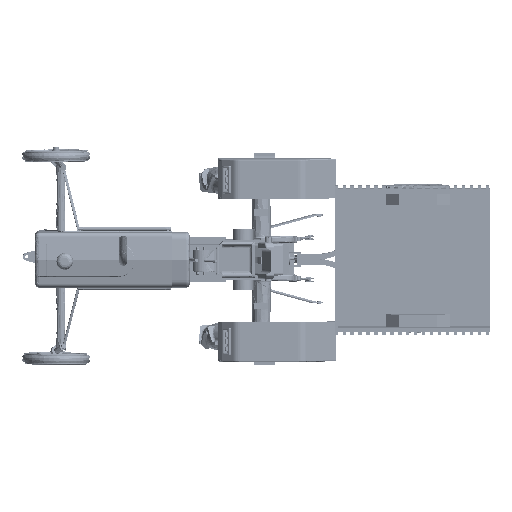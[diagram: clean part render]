
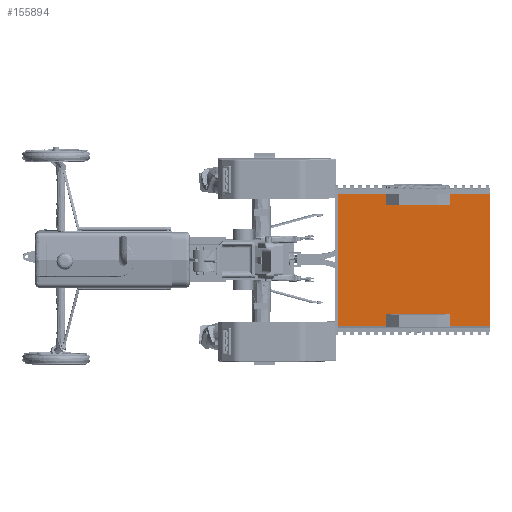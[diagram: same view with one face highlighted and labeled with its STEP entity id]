
A CAD part, top view. The second image highlights one B-rep face of the part: STEP entity #155894.
In plain terms, the highlighted free-form (B-spline) face has degree [1, 1] with [2, 2] control points.
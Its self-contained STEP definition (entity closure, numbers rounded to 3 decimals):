
#153153 = VERTEX_POINT('',#153154);
#153154 = CARTESIAN_POINT('',(2824.771,464.299,
    294.56));
#153159 = EDGE_CURVE('',#153160,#153153,#153162,.T.);
#153160 = VERTEX_POINT('',#153161);
#153161 = CARTESIAN_POINT('',(2844.508,464.299,
    294.56));
#153162 = B_SPLINE_CURVE_WITH_KNOTS('',1,(#153163,#153164),
  .UNSPECIFIED.,.F.,.F.,(2,2),(-10.607,10.607),
  .PIECEWISE_BEZIER_KNOTS.);
#153163 = CARTESIAN_POINT('',(2844.508,464.299,
    294.56));
#153164 = CARTESIAN_POINT('',(2824.771,464.299,
    294.56));
#153166 = EDGE_CURVE('',#153167,#153160,#153169,.T.);
#153167 = VERTEX_POINT('',#153168);
#153168 = CARTESIAN_POINT('',(3347.18,464.299,
    294.56));
#153169 = B_SPLINE_CURVE_WITH_KNOTS('',1,(#153170,#153171),
  .UNSPECIFIED.,.F.,.F.,(2,2),(-270.135,270.135),
  .PIECEWISE_BEZIER_KNOTS.);
#153170 = CARTESIAN_POINT('',(3347.18,464.299,
    294.56));
#153171 = CARTESIAN_POINT('',(2844.508,464.299,
    294.56));
#153173 = EDGE_CURVE('',#153174,#153167,#153176,.T.);
#153174 = VERTEX_POINT('',#153175);
#153175 = CARTESIAN_POINT('',(3366.917,464.299,
    294.56));
#153176 = B_SPLINE_CURVE_WITH_KNOTS('',1,(#153177,#153178),
  .UNSPECIFIED.,.F.,.F.,(2,2),(-10.607,10.607),
  .PIECEWISE_BEZIER_KNOTS.);
#153177 = CARTESIAN_POINT('',(3366.917,464.299,
    294.56));
#153178 = CARTESIAN_POINT('',(3347.18,464.299,
    294.56));
#153313 = VERTEX_POINT('',#153314);
#153314 = CARTESIAN_POINT('',(3366.917,-460.816,
    265.551));
#153319 = EDGE_CURVE('',#153320,#153313,#153322,.T.);
#153320 = VERTEX_POINT('',#153321);
#153321 = CARTESIAN_POINT('',(3347.18,-460.816,
    265.551));
#153322 = B_SPLINE_CURVE_WITH_KNOTS('',1,(#153323,#153324),
  .UNSPECIFIED.,.F.,.F.,(2,2),(-10.607,10.607),
  .PIECEWISE_BEZIER_KNOTS.);
#153323 = CARTESIAN_POINT('',(3347.18,-460.816,
    265.551));
#153324 = CARTESIAN_POINT('',(3366.917,-460.816,
    265.551));
#153326 = EDGE_CURVE('',#153320,#153327,#153329,.T.);
#153327 = VERTEX_POINT('',#153328);
#153328 = CARTESIAN_POINT('',(2844.508,-460.816,
    265.551));
#153329 = B_SPLINE_CURVE_WITH_KNOTS('',1,(#153330,#153331),
  .UNSPECIFIED.,.F.,.F.,(2,2),(-270.135,270.135),
  .PIECEWISE_BEZIER_KNOTS.);
#153330 = CARTESIAN_POINT('',(3347.18,-460.816,
    265.551));
#153331 = CARTESIAN_POINT('',(2844.508,-460.816,
    265.551));
#153333 = EDGE_CURVE('',#153334,#153327,#153336,.T.);
#153334 = VERTEX_POINT('',#153335);
#153335 = CARTESIAN_POINT('',(2824.771,-460.816,
    265.551));
#153336 = B_SPLINE_CURVE_WITH_KNOTS('',1,(#153337,#153338),
  .UNSPECIFIED.,.F.,.F.,(2,2),(-10.607,10.607),
  .PIECEWISE_BEZIER_KNOTS.);
#153337 = CARTESIAN_POINT('',(2824.771,-460.816,
    265.551));
#153338 = CARTESIAN_POINT('',(2844.508,-460.816,
    265.551));
#155878 = EDGE_CURVE('',#153174,#155879,#155881,.T.);
#155879 = VERTEX_POINT('',#155880);
#155880 = CARTESIAN_POINT('',(3366.917,566.594,
    297.768));
#155881 = B_SPLINE_CURVE_WITH_KNOTS('',1,(#155882,#155883),
  .UNSPECIFIED.,.F.,.F.,(2,2),(-55.,55.),.PIECEWISE_BEZIER_KNOTS.);
#155882 = CARTESIAN_POINT('',(3366.917,464.299,
    294.56));
#155883 = CARTESIAN_POINT('',(3366.917,566.594,
    297.768));
#155894 = ADVANCED_FACE('',(#155895),#155963,.T.);
#155895 = FACE_BOUND('',#155896,.T.);
#155896 = EDGE_LOOP('',(#155897,#155906,#155913,#155918,#155919,#155920,
    #155921,#155922,#155929,#155936,#155943,#155950,#155955,#155956,
    #155957,#155958));
#155897 = ORIENTED_EDGE('',*,*,#155898,.F.);
#155898 = EDGE_CURVE('',#155899,#155901,#155903,.T.);
#155899 = VERTEX_POINT('',#155900);
#155900 = CARTESIAN_POINT('',(3704.615,-563.11,
    262.343));
#155901 = VERTEX_POINT('',#155902);
#155902 = CARTESIAN_POINT('',(3366.917,-563.11,
    262.343));
#155903 = B_SPLINE_CURVE_WITH_KNOTS('',1,(#155904,#155905),
  .UNSPECIFIED.,.F.,.F.,(2,2),(-181.478,181.478),
  .PIECEWISE_BEZIER_KNOTS.);
#155904 = CARTESIAN_POINT('',(3704.615,-563.11,
    262.343));
#155905 = CARTESIAN_POINT('',(3366.917,-563.11,
    262.343));
#155906 = ORIENTED_EDGE('',*,*,#155907,.T.);
#155907 = EDGE_CURVE('',#155899,#155908,#155910,.T.);
#155908 = VERTEX_POINT('',#155909);
#155909 = CARTESIAN_POINT('',(3704.615,566.594,
    297.768));
#155910 = B_SPLINE_CURVE_WITH_KNOTS('',1,(#155911,#155912),
  .UNSPECIFIED.,.F.,.F.,(2,2),(-607.399,607.399),
  .PIECEWISE_BEZIER_KNOTS.);
#155911 = CARTESIAN_POINT('',(3704.615,-563.11,
    262.343));
#155912 = CARTESIAN_POINT('',(3704.615,566.594,
    297.768));
#155913 = ORIENTED_EDGE('',*,*,#155914,.F.);
#155914 = EDGE_CURVE('',#155879,#155908,#155915,.T.);
#155915 = B_SPLINE_CURVE_WITH_KNOTS('',1,(#155916,#155917),
  .UNSPECIFIED.,.F.,.F.,(2,2),(-181.478,181.478),
  .PIECEWISE_BEZIER_KNOTS.);
#155916 = CARTESIAN_POINT('',(3366.917,566.594,
    297.768));
#155917 = CARTESIAN_POINT('',(3704.615,566.594,
    297.768));
#155918 = ORIENTED_EDGE('',*,*,#155878,.F.);
#155919 = ORIENTED_EDGE('',*,*,#153173,.T.);
#155920 = ORIENTED_EDGE('',*,*,#153166,.T.);
#155921 = ORIENTED_EDGE('',*,*,#153159,.T.);
#155922 = ORIENTED_EDGE('',*,*,#155923,.T.);
#155923 = EDGE_CURVE('',#153153,#155924,#155926,.T.);
#155924 = VERTEX_POINT('',#155925);
#155925 = CARTESIAN_POINT('',(2824.771,566.594,
    297.768));
#155926 = B_SPLINE_CURVE_WITH_KNOTS('',1,(#155927,#155928),
  .UNSPECIFIED.,.F.,.F.,(2,2),(-55.,55.),.PIECEWISE_BEZIER_KNOTS.);
#155927 = CARTESIAN_POINT('',(2824.771,464.299,
    294.56));
#155928 = CARTESIAN_POINT('',(2824.771,566.594,
    297.768));
#155929 = ORIENTED_EDGE('',*,*,#155930,.F.);
#155930 = EDGE_CURVE('',#155931,#155924,#155933,.T.);
#155931 = VERTEX_POINT('',#155932);
#155932 = CARTESIAN_POINT('',(2423.267,566.594,
    297.768));
#155933 = B_SPLINE_CURVE_WITH_KNOTS('',1,(#155934,#155935),
  .UNSPECIFIED.,.F.,.F.,(2,2),(-215.767,215.767),
  .PIECEWISE_BEZIER_KNOTS.);
#155934 = CARTESIAN_POINT('',(2423.267,566.594,
    297.768));
#155935 = CARTESIAN_POINT('',(2824.771,566.594,
    297.768));
#155936 = ORIENTED_EDGE('',*,*,#155937,.F.);
#155937 = EDGE_CURVE('',#155938,#155931,#155940,.T.);
#155938 = VERTEX_POINT('',#155939);
#155939 = CARTESIAN_POINT('',(2423.267,-563.11,
    262.343));
#155940 = B_SPLINE_CURVE_WITH_KNOTS('',1,(#155941,#155942),
  .UNSPECIFIED.,.F.,.F.,(2,2),(-607.399,607.399),
  .PIECEWISE_BEZIER_KNOTS.);
#155941 = CARTESIAN_POINT('',(2423.267,-563.11,
    262.343));
#155942 = CARTESIAN_POINT('',(2423.267,566.594,
    297.768));
#155943 = ORIENTED_EDGE('',*,*,#155944,.F.);
#155944 = EDGE_CURVE('',#155945,#155938,#155947,.T.);
#155945 = VERTEX_POINT('',#155946);
#155946 = CARTESIAN_POINT('',(2824.771,-563.11,
    262.343));
#155947 = B_SPLINE_CURVE_WITH_KNOTS('',1,(#155948,#155949),
  .UNSPECIFIED.,.F.,.F.,(2,2),(-215.767,215.767),
  .PIECEWISE_BEZIER_KNOTS.);
#155948 = CARTESIAN_POINT('',(2824.771,-563.11,
    262.343));
#155949 = CARTESIAN_POINT('',(2423.267,-563.11,
    262.343));
#155950 = ORIENTED_EDGE('',*,*,#155951,.F.);
#155951 = EDGE_CURVE('',#153334,#155945,#155952,.T.);
#155952 = B_SPLINE_CURVE_WITH_KNOTS('',1,(#155953,#155954),
  .UNSPECIFIED.,.F.,.F.,(2,2),(-55.,55.),.PIECEWISE_BEZIER_KNOTS.);
#155953 = CARTESIAN_POINT('',(2824.771,-460.816,
    265.551));
#155954 = CARTESIAN_POINT('',(2824.771,-563.11,
    262.343));
#155955 = ORIENTED_EDGE('',*,*,#153333,.T.);
#155956 = ORIENTED_EDGE('',*,*,#153326,.F.);
#155957 = ORIENTED_EDGE('',*,*,#153319,.T.);
#155958 = ORIENTED_EDGE('',*,*,#155959,.T.);
#155959 = EDGE_CURVE('',#153313,#155901,#155960,.T.);
#155960 = B_SPLINE_CURVE_WITH_KNOTS('',1,(#155961,#155962),
  .UNSPECIFIED.,.F.,.F.,(2,2),(-55.,55.),.PIECEWISE_BEZIER_KNOTS.);
#155961 = CARTESIAN_POINT('',(3366.917,-460.816,
    265.551));
#155962 = CARTESIAN_POINT('',(3366.917,-563.11,
    262.343));
#155963 = B_SPLINE_SURFACE_WITH_KNOTS('',1,1,(
    (#155964,#155965)
    ,(#155966,#155967
    )),.UNSPECIFIED.,.F.,.F.,.F.,(2,2),(2,2),(-607.399,
    607.399),(-1750.,-372.812),.PIECEWISE_BEZIER_KNOTS.);
#155964 = CARTESIAN_POINT('',(3704.615,-563.11,
    262.343));
#155965 = CARTESIAN_POINT('',(2423.267,-563.11,
    262.343));
#155966 = CARTESIAN_POINT('',(3704.615,566.594,
    297.768));
#155967 = CARTESIAN_POINT('',(2423.267,566.594,
    297.768));
